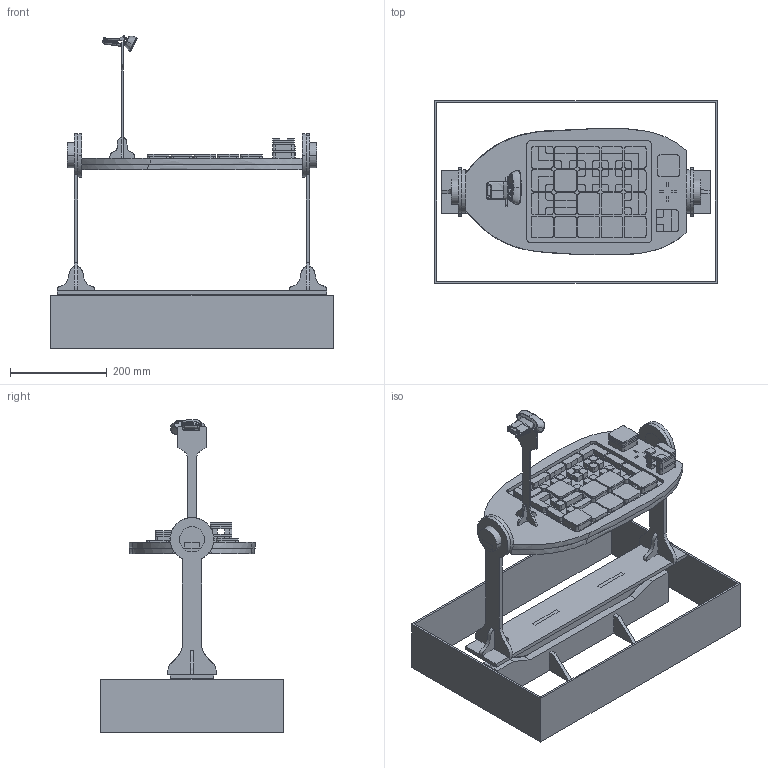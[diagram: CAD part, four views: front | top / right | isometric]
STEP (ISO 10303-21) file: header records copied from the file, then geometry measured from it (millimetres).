
FILE_DESCRIPTION(('CATIA V5 STEP Exchange'),'2;1');
FILE_NAME('Product32.stp','2023-03-22T11:09:10+00:00',('none'),('none'),'CATIA Version 5 Release 21 GA (IN-10)','CATIA V5 STEP AP203','none');
FILE_SCHEMA(('CONFIG_CONTROL_DESIGN'));
Length unit declared in the file: millimetre
Products named in the file (25): Product32; Product26; Product22; Product1; 4channel; 2channel; 2channel_str; 3channel; 2channel.2; 2channel.2.6; 3channel.1.5; 3channel.1.5.9; 2route_speices; 2cha_spe; 1path_species; emptybase1; p_base1; layer; cam_pro; boat_supo_1; b_sup_right; b_sup_bot; m_base_bot; bo_base; bo_base.1
Assembly tree (104 placements, depth 6):
  Product32
    Product26
      Product22
        Product1
          #82
          #105
          4channel  x2
            #136
            #443
          2channel  x2
            #1371
            #1678
          2channel_str  x2
            #2310
            #2617
          3channel  x6
            #3139
            #3446
          2channel.2
            #4228
            #4535
          2channel.2.6
            #5167
            #5474
          3channel.1.5
            #6106
            #6413
          3channel.1.5.9  x3
            #7143
            #7450
          2route_speices
          2cha_spe
            #8388
            #8695
          1path_species
            #8388
            #9393
          emptybase1  x4
            #9966
          #10316  x3
          #10339  x8
          #10811
          #10834
          #10857
        p_base1
          #16475
          #16498
        #16534
        layer
          #16565
          #19832
          #21623
          #22866  x2
          #23385
          #23625
        cam_pro
          #23891
          #28645
          #31719
      boat_supo_1
Bounding box: 583.5 x 378 x 646.27 mm (x, y, z)
Volume: 6174696.7 mm3; surface area: 1748043.3 mm2
Topology: 112 solids, 113 shells, 1589 faces, 4027 edges, 2675 vertices
Faces by surface type: plane 1081, cylinder 323, extrusion 119, bspline 45, torus 12, cone 7, sphere 2
Entity records: 42509 total; most frequent: CARTESIAN_POINT 14520, ORIENTED_EDGE 5797, DIRECTION 4772, EDGE_CURVE 2901, VECTOR 2165, LINE 2092, VERTEX_POINT 1927, AXIS2_PLACEMENT_3D 1534
